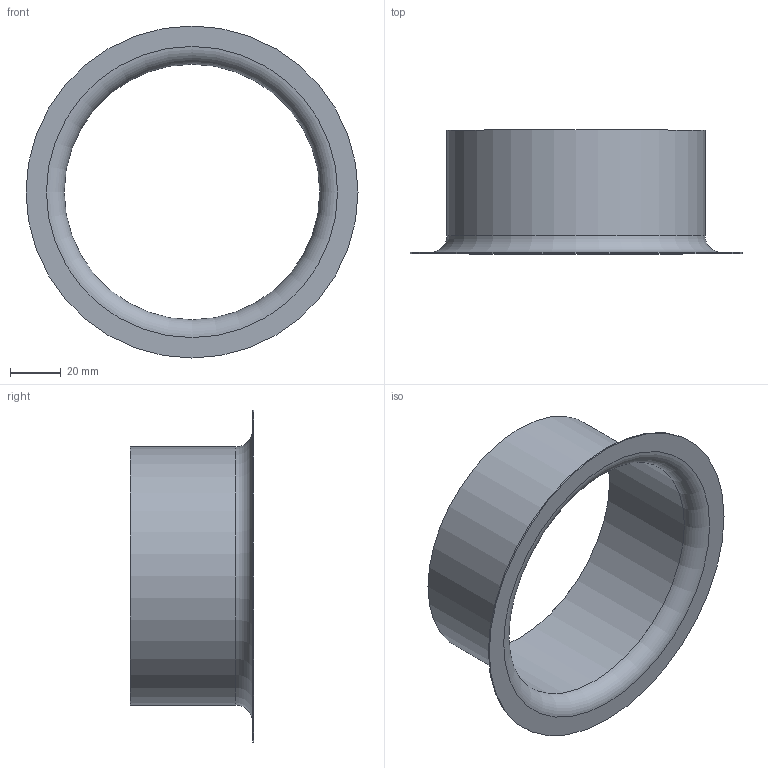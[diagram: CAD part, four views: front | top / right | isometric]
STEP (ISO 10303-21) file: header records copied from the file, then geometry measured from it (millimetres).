
FILE_DESCRIPTION((''),'2;1');
FILE_NAME('HSKM-03.stp','2014-02-20T13:38:09',(''),(''),'Autodesk Inventor 2013','Autodesk Inventor 2013','');
FILE_SCHEMA(('AUTOMOTIVE_DESIGN { 1 2 10303 214 0 1 1 1 }'));
Length unit declared in the file: millimetre
Products named in the file (1): HSKM-03
Bounding box: 130.25 x 48.5 x 130.25 mm (x, y, z)
Volume: 9863.6 mm3; surface area: 39816.6 mm2
Topology: 1 solids, 1 shells, 8 faces, 15 edges, 10 vertices
Faces by surface type: plane 3, cylinder 3, torus 2
Full cylindrical faces by diameter (mm): 100.25 x1, 101.25 x1, 130.25 x1
Entity records: 209 total; most frequent: DIRECTION 34, CARTESIAN_POINT 25, AXIS2_PLACEMENT_3D 17, ORIENTED_EDGE 16, EDGE_LOOP 16, STYLED_ITEM 9, VERTEX_POINT 8, CIRCLE 8
